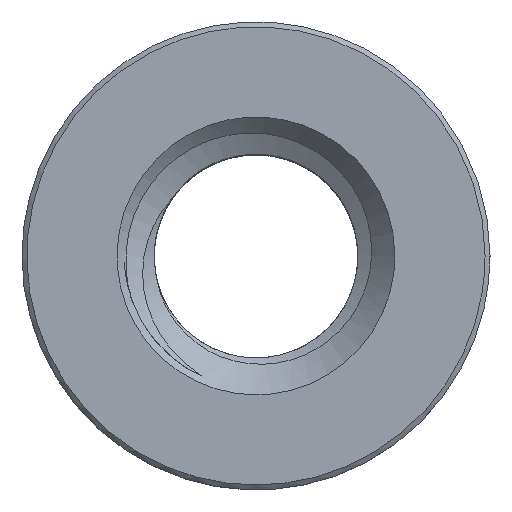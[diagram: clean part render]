
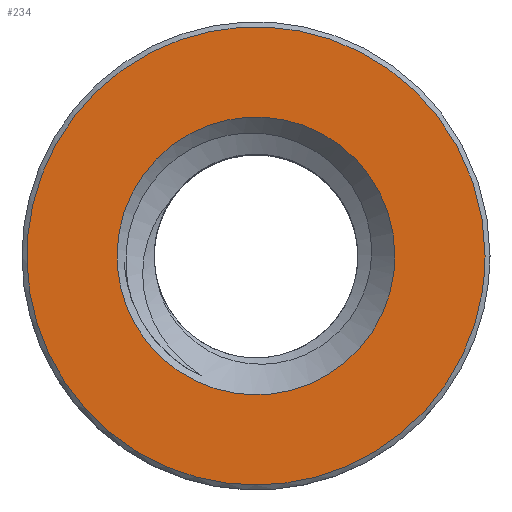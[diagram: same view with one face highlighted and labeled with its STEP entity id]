
A CAD part, top view. The second image highlights one B-rep face of the part: STEP entity #234.
In plain terms, the highlighted planar face has unit normal (0, 0, 1).
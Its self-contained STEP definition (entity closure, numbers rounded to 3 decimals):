
#27=FACE_BOUND('',#722,.T.);
#234=ADVANCED_FACE('',(#476,#27),#3962,.T.);
#476=FACE_OUTER_BOUND('',#721,.T.);
#721=EDGE_LOOP('',(#1874));
#722=EDGE_LOOP('',(#1875));
#1874=ORIENTED_EDGE('',*,*,#2635,.T.);
#1875=ORIENTED_EDGE('',*,*,#2765,.F.);
#2635=EDGE_CURVE('',#3844,#3844,#3426,.T.);
#2765=EDGE_CURVE('',#3899,#3899,#3481,.T.);
#3426=(
BOUNDED_CURVE()
B_SPLINE_CURVE(2,(#14285,#14286,#14287,#14288,#14289,#14290,#14291,#14292,
#14293),.UNSPECIFIED.,.T.,.F.)
B_SPLINE_CURVE_WITH_KNOTS((3,2,2,2,3),(0.,7.304,14.608,
21.912,29.216),.UNSPECIFIED.)
CURVE()
GEOMETRIC_REPRESENTATION_ITEM()
RATIONAL_B_SPLINE_CURVE((1.,0.707,1.,0.707,1.,0.707,
1.,0.707,1.))
REPRESENTATION_ITEM('')
);
#3481=(
BOUNDED_CURVE()
B_SPLINE_CURVE(2,(#15300,#15301,#15302,#15303,#15304,#15305,#15306,#15307,
#15308),.UNSPECIFIED.,.T.,.F.)
B_SPLINE_CURVE_WITH_KNOTS((3,2,2,2,3),(-62.832,-47.124,
-31.416,-15.708,0.),.UNSPECIFIED.)
CURVE()
GEOMETRIC_REPRESENTATION_ITEM()
RATIONAL_B_SPLINE_CURVE((1.,0.707,1.,0.707,1.,0.707,
1.,0.707,1.))
REPRESENTATION_ITEM('')
);
#3844=VERTEX_POINT('',#10173);
#3899=VERTEX_POINT('',#10228);
#3962=PLANE('',#4224);
#4224=AXIS2_PLACEMENT_3D('',#7100,#4279,$);
#4279=DIRECTION('',(0.,0.,1.));
#7100=CARTESIAN_POINT('',(-4.437,55.563,9.11));
#10173=CARTESIAN_POINT('',(3.475,60.,9.11));
#10228=CARTESIAN_POINT('',(2.107,60.,9.11));
#14285=CARTESIAN_POINT('',(3.475,60.,9.11));
#14286=CARTESIAN_POINT('',(3.475,63.475,9.11));
#14287=CARTESIAN_POINT('',(0.,63.475,9.11));
#14288=CARTESIAN_POINT('',(-3.475,63.475,9.11));
#14289=CARTESIAN_POINT('',(-3.475,60.,9.11));
#14290=CARTESIAN_POINT('',(-3.475,56.525,9.11));
#14291=CARTESIAN_POINT('',(0.,56.525,9.11));
#14292=CARTESIAN_POINT('',(3.475,56.525,9.11));
#14293=CARTESIAN_POINT('',(3.475,60.,9.11));
#15300=CARTESIAN_POINT('',(2.107,60.,9.11));
#15301=CARTESIAN_POINT('',(2.107,62.107,9.11));
#15302=CARTESIAN_POINT('',(0.,62.107,9.11));
#15303=CARTESIAN_POINT('',(-2.107,62.107,9.11));
#15304=CARTESIAN_POINT('',(-2.107,60.,9.11));
#15305=CARTESIAN_POINT('',(-2.107,57.893,9.11));
#15306=CARTESIAN_POINT('',(0.,57.893,9.11));
#15307=CARTESIAN_POINT('',(2.107,57.893,9.11));
#15308=CARTESIAN_POINT('',(2.107,60.,9.11));
